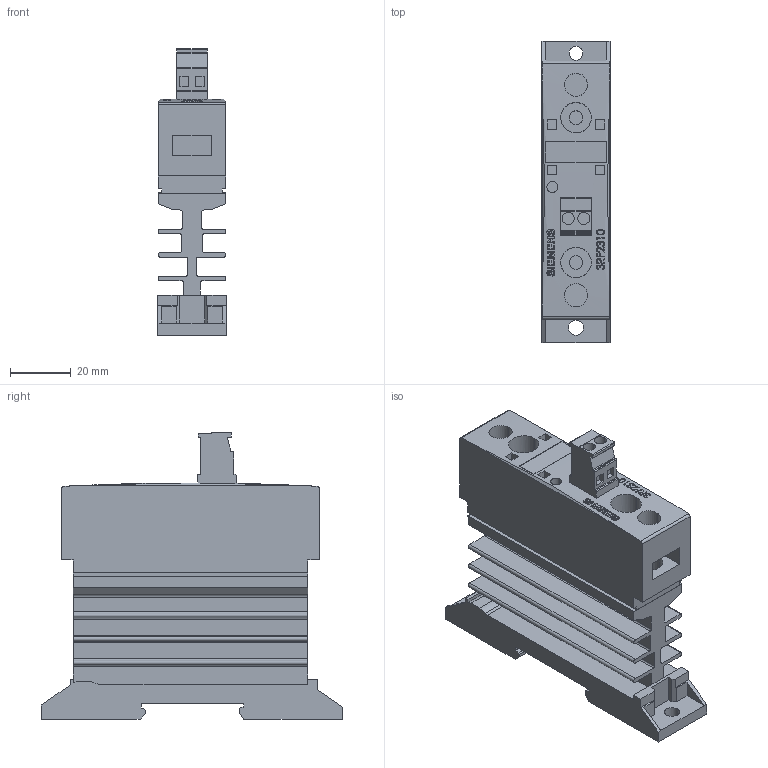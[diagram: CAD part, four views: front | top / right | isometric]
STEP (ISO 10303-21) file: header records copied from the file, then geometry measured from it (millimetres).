
FILE_DESCRIPTION (( 'STEP AP214' ), '1' );
FILE_NAME ('z_5353300_00_000_NEU.STEP', '2006-02-20T11:49:47', ( 'Katarina Christall' ), ( 'TW' ), 'SwSTEP 2.0', 'SolidWorks 2005354', '' );
FILE_SCHEMA (( 'AUTOMOTIVE_DESIGN' ));
Length unit declared in the file: millimetre
Products named in the file (1): z_5353300_00_000_NEU
Bounding box: 22.4 x 98.8 x 94 mm (x, y, z)
Volume: 97500.7 mm3; surface area: 33944.5 mm2
Topology: 1 solids, 1 shells, 423 faces, 1148 edges, 764 vertices
Faces by surface type: plane 271, bspline 80, cylinder 72
Entity records: 23198 total; most frequent: CARTESIAN_POINT 9827, ORIENTED_EDGE 2296, DIRECTION 1835, EDGE_CURVE 1148, VECTOR 773, LINE 773, VERTEX_POINT 764, AXIS2_PLACEMENT_3D 531
